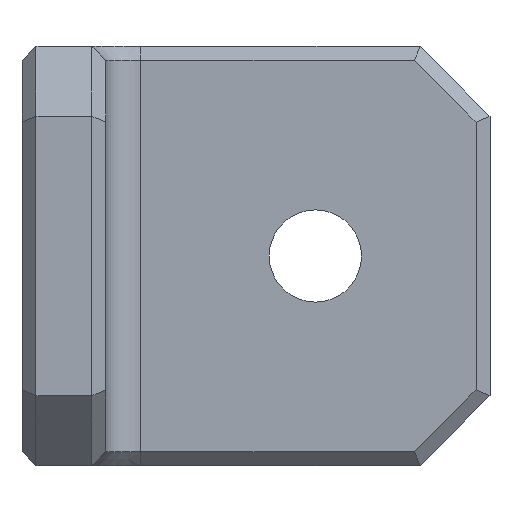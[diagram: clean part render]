
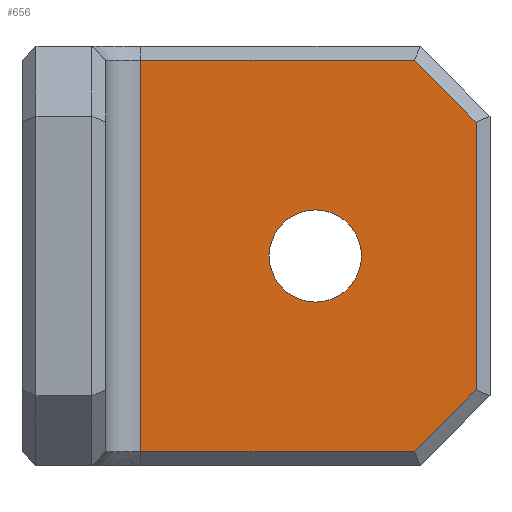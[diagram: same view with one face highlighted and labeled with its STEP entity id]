
A CAD part, left-side view. The second image highlights one B-rep face of the part: STEP entity #656.
In plain terms, the highlighted planar face has unit normal (-1, 0, 0).
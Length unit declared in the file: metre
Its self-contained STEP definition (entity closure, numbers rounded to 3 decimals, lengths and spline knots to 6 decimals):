
#27=LINE('',#953,#107);
#28=LINE('',#956,#108);
#29=LINE('',#958,#109);
#30=LINE('',#960,#110);
#31=LINE('',#962,#111);
#32=LINE('',#964,#112);
#107=VECTOR('',#769,1.);
#108=VECTOR('',#770,1.);
#109=VECTOR('',#771,1.);
#110=VECTOR('',#772,1.);
#111=VECTOR('',#773,1.);
#112=VECTOR('',#774,1.);
#187=ORIENTED_EDGE('',*,*,#367,.T.);
#188=ORIENTED_EDGE('',*,*,#368,.F.);
#189=ORIENTED_EDGE('',*,*,#369,.F.);
#190=ORIENTED_EDGE('',*,*,#370,.F.);
#191=ORIENTED_EDGE('',*,*,#371,.F.);
#192=ORIENTED_EDGE('',*,*,#372,.F.);
#193=ORIENTED_EDGE('',*,*,#373,.F.);
#367=EDGE_CURVE('',#457,#457,#511,.T.);
#368=EDGE_CURVE('',#458,#459,#27,.T.);
#369=EDGE_CURVE('',#460,#458,#28,.T.);
#370=EDGE_CURVE('',#461,#460,#29,.T.);
#371=EDGE_CURVE('',#462,#461,#30,.T.);
#372=EDGE_CURVE('',#463,#462,#31,.T.);
#373=EDGE_CURVE('',#459,#463,#32,.T.);
#457=VERTEX_POINT('',#952);
#458=VERTEX_POINT('',#954);
#459=VERTEX_POINT('',#955);
#460=VERTEX_POINT('',#957);
#461=VERTEX_POINT('',#959);
#462=VERTEX_POINT('',#961);
#463=VERTEX_POINT('',#963);
#511=CIRCLE('',#712,0.0033);
#521=EDGE_LOOP('',(#187));
#522=EDGE_LOOP('',(#188,#189,#190,#191,#192,#193));
#571=FACE_BOUND('',#521,.T.);
#572=FACE_BOUND('',#522,.T.);
#621=PLANE('',#711);
#656=ADVANCED_FACE('',(#571,#572),#621,.T.);
#711=AXIS2_PLACEMENT_3D('',#950,#765,#766);
#712=AXIS2_PLACEMENT_3D('',#951,#767,#768);
#765=DIRECTION('',(-1.,0.,0.));
#766=DIRECTION('',(0.,-1.,0.));
#767=DIRECTION('',(1.,0.,0.));
#768=DIRECTION('',(0.,1.,0.));
#769=DIRECTION('',(0.,-1.,0.));
#770=DIRECTION('',(0.,0.,1.));
#771=DIRECTION('',(0.,1.,0.));
#772=DIRECTION('',(0.,0.707,-0.707));
#773=DIRECTION('',(0.,0.,-1.));
#774=DIRECTION('',(0.,-0.707,-0.707));
#950=CARTESIAN_POINT('',(0.,0.,0.));
#951=CARTESIAN_POINT('',(0.,-0.015,0.));
#952=CARTESIAN_POINT('',(0.,-0.0117,0.));
#953=CARTESIAN_POINT('',(0.,-0.005375,0.014));
#954=CARTESIAN_POINT('',(0.,-0.0025,0.014));
#955=CARTESIAN_POINT('',(0.,-0.022086,0.014));
#956=CARTESIAN_POINT('',(0.,-0.0025,0.));
#957=CARTESIAN_POINT('',(0.,-0.0025,-0.014));
#958=CARTESIAN_POINT('',(0.,-0.005375,-0.014));
#959=CARTESIAN_POINT('',(0.,-0.022086,-0.014));
#960=CARTESIAN_POINT('',(0.,-0.021168,-0.014918));
#961=CARTESIAN_POINT('',(0.,-0.0265,-0.009586));
#962=CARTESIAN_POINT('',(0.,-0.0265,0.));
#963=CARTESIAN_POINT('',(0.,-0.0265,0.009586));
#964=CARTESIAN_POINT('',(0.,-0.021168,0.014918));
